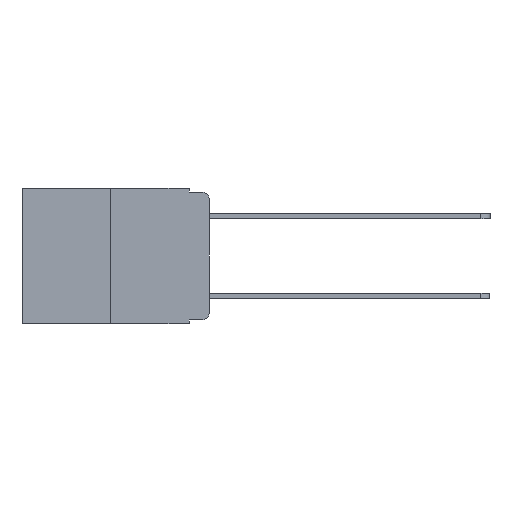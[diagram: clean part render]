
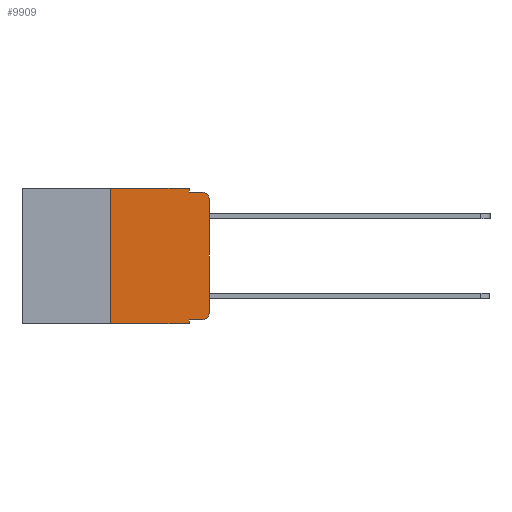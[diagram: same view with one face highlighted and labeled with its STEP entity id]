
A CAD part, left-side view. The second image highlights one B-rep face of the part: STEP entity #9909.
In plain terms, the highlighted planar face has unit normal (-1, 0, 0).
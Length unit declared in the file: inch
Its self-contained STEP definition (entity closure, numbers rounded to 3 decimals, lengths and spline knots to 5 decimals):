
#443 = ORIENTED_EDGE ( 'NONE', *, *, #14610, .T. ) ;
#872 = DIRECTION ( 'NONE',  ( 0., 0., -1. ) ) ;
#1829 = VECTOR ( 'NONE', #14941, 39.37008 ) ;
#2177 = ORIENTED_EDGE ( 'NONE', *, *, #15685, .F. ) ;
#2243 = DIRECTION ( 'NONE',  ( 0., 0., 1. ) ) ;
#2428 = LINE ( 'NONE', #10981, #14598 ) ;
#2503 = ORIENTED_EDGE ( 'NONE', *, *, #17760, .F. ) ;
#3090 = LINE ( 'NONE', #18387, #6879 ) ;
#3491 = DIRECTION ( 'NONE',  ( 0., 0., -1. ) ) ;
#3509 = DIRECTION ( 'NONE',  ( -1., 0., 0. ) ) ;
#3667 = EDGE_CURVE ( 'NONE', #9735, #20769, #12435, .T. ) ;
#3709 = CARTESIAN_POINT ( 'NONE',  ( 0., 0., -0.03 ) ) ;
#3806 = ORIENTED_EDGE ( 'NONE', *, *, #19818, .T. ) ;
#3900 = CARTESIAN_POINT ( 'NONE',  ( 0., 0.473, 0. ) ) ;
#4539 = VERTEX_POINT ( 'NONE', #5804 ) ;
#4681 = CARTESIAN_POINT ( 'NONE',  ( 0., 0.02, -0.03 ) ) ;
#4685 = AXIS2_PLACEMENT_3D ( 'NONE', #12951, #3509, #14540 ) ;
#4758 = EDGE_CURVE ( 'NONE', #4953, #9735, #15110, .T. ) ;
#4953 = VERTEX_POINT ( 'NONE', #6611 ) ;
#4967 = CARTESIAN_POINT ( 'NONE',  ( 0., 0.051, -0.343 ) ) ;
#5096 = DIRECTION ( 'NONE',  ( -1., 0., 0. ) ) ;
#5202 = VERTEX_POINT ( 'NONE', #10691 ) ;
#5446 = AXIS2_PLACEMENT_3D ( 'NONE', #19941, #10579, #872 ) ;
#5468 = ORIENTED_EDGE ( 'NONE', *, *, #4758, .T. ) ;
#5638 = VECTOR ( 'NONE', #11320, 39.37008 ) ;
#5721 = VERTEX_POINT ( 'NONE', #19885 ) ;
#5804 = CARTESIAN_POINT ( 'NONE',  ( 0., 0.051, -0.01 ) ) ;
#6611 = CARTESIAN_POINT ( 'NONE',  ( 0., 0., -0.313 ) ) ;
#6771 = VECTOR ( 'NONE', #2243, 39.37008 ) ;
#6812 = ORIENTED_EDGE ( 'NONE', *, *, #10371, .F. ) ;
#6879 = VECTOR ( 'NONE', #13657, 39.37008 ) ;
#6933 = LINE ( 'NONE', #3900, #14780 ) ;
#7272 = CARTESIAN_POINT ( 'NONE',  ( 0., 0.02, -0.01 ) ) ;
#7299 = ORIENTED_EDGE ( 'NONE', *, *, #3667, .T. ) ;
#7868 = CARTESIAN_POINT ( 'NONE',  ( 0., 0.25, 0. ) ) ;
#8264 = ORIENTED_EDGE ( 'NONE', *, *, #18793, .F. ) ;
#8307 = VERTEX_POINT ( 'NONE', #20684 ) ;
#9522 = VECTOR ( 'NONE', #14391, 39.37008 ) ;
#9735 = VERTEX_POINT ( 'NONE', #3709 ) ;
#9909 = ADVANCED_FACE ( 'NONE', ( #12066 ), #13654, .F. ) ;
#10162 = AXIS2_PLACEMENT_3D ( 'NONE', #4681, #5096, #3491 ) ;
#10329 = CIRCLE ( 'NONE', #4685, 0.02 ) ;
#10371 = EDGE_CURVE ( 'NONE', #14501, #8307, #6933, .T. ) ;
#10579 = DIRECTION ( 'NONE',  ( 1., 0., 0. ) ) ;
#10691 = CARTESIAN_POINT ( 'NONE',  ( 0., 0.02, -0.333 ) ) ;
#10714 = LINE ( 'NONE', #19139, #5638 ) ;
#10804 = VERTEX_POINT ( 'NONE', #4967 ) ;
#10981 = CARTESIAN_POINT ( 'NONE',  ( 0., 0.051, 0. ) ) ;
#11320 = DIRECTION ( 'NONE',  ( 0., 0., 1. ) ) ;
#11335 = DIRECTION ( 'NONE',  ( 0., -1., 0. ) ) ;
#11707 = EDGE_CURVE ( 'NONE', #5721, #10804, #3090, .T. ) ;
#12066 = FACE_OUTER_BOUND ( 'NONE', #18221, .T. ) ;
#12094 = ORIENTED_EDGE ( 'NONE', *, *, #16728, .F. ) ;
#12435 = CIRCLE ( 'NONE', #10162, 0.02 ) ;
#12756 = ORIENTED_EDGE ( 'NONE', *, *, #11707, .T. ) ;
#12951 = CARTESIAN_POINT ( 'NONE',  ( 0., 0.02, -0.313 ) ) ;
#13320 = CARTESIAN_POINT ( 'NONE',  ( 0., 0.051, 0. ) ) ;
#13654 = PLANE ( 'NONE',  #5446 ) ;
#13657 = DIRECTION ( 'NONE',  ( 0., -1., 0. ) ) ;
#13681 = LINE ( 'NONE', #14317, #9522 ) ;
#14123 = DIRECTION ( 'NONE',  ( 0., 0., -1. ) ) ;
#14317 = CARTESIAN_POINT ( 'NONE',  ( 0., 0.051, -0.01 ) ) ;
#14391 = DIRECTION ( 'NONE',  ( 0., -1., 0. ) ) ;
#14501 = VERTEX_POINT ( 'NONE', #7868 ) ;
#14540 = DIRECTION ( 'NONE',  ( 0., 0., -1. ) ) ;
#14541 = LINE ( 'NONE', #13320, #1829 ) ;
#14562 = CARTESIAN_POINT ( 'NONE',  ( 0., 0.051, -0.333 ) ) ;
#14598 = VECTOR ( 'NONE', #14123, 39.37008 ) ;
#14610 = EDGE_CURVE ( 'NONE', #17427, #5202, #19379, .T. ) ;
#14780 = VECTOR ( 'NONE', #16506, 39.37008 ) ;
#14941 = DIRECTION ( 'NONE',  ( 0., 0., -1. ) ) ;
#15110 = LINE ( 'NONE', #18461, #6771 ) ;
#15685 = EDGE_CURVE ( 'NONE', #4539, #20769, #13681, .T. ) ;
#15748 = VECTOR ( 'NONE', #11335, 39.37008 ) ;
#16506 = DIRECTION ( 'NONE',  ( 0., -1., 0. ) ) ;
#16728 = EDGE_CURVE ( 'NONE', #5721, #14501, #10714, .T. ) ;
#17427 = VERTEX_POINT ( 'NONE', #14562 ) ;
#17760 = EDGE_CURVE ( 'NONE', #8307, #4539, #2428, .T. ) ;
#18221 = EDGE_LOOP ( 'NONE', ( #5468, #7299, #2177, #2503, #6812, #12094, #12756, #8264, #443, #3806 ) ) ;
#18387 = CARTESIAN_POINT ( 'NONE',  ( 0., 0.473, -0.343 ) ) ;
#18461 = CARTESIAN_POINT ( 'NONE',  ( 0., 0., 0. ) ) ;
#18793 = EDGE_CURVE ( 'NONE', #17427, #10804, #14541, .T. ) ;
#19139 = CARTESIAN_POINT ( 'NONE',  ( 0., 0.25, 0. ) ) ;
#19379 = LINE ( 'NONE', #20698, #15748 ) ;
#19818 = EDGE_CURVE ( 'NONE', #5202, #4953, #10329, .T. ) ;
#19885 = CARTESIAN_POINT ( 'NONE',  ( 0., 0.25, -0.343 ) ) ;
#19941 = CARTESIAN_POINT ( 'NONE',  ( 0., 0.473, 0. ) ) ;
#20684 = CARTESIAN_POINT ( 'NONE',  ( 0., 0.051, 0. ) ) ;
#20698 = CARTESIAN_POINT ( 'NONE',  ( 0., 0.051, -0.333 ) ) ;
#20769 = VERTEX_POINT ( 'NONE', #7272 ) ;
